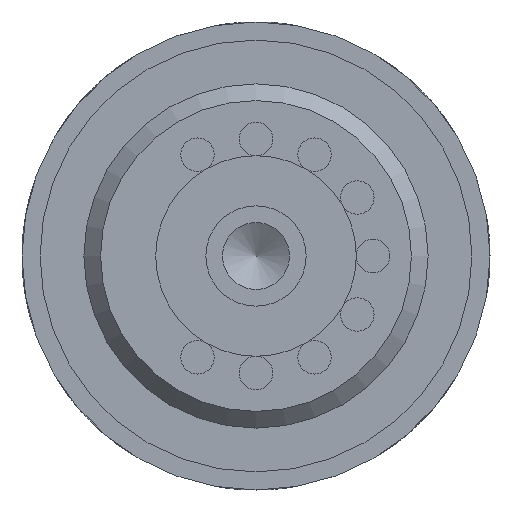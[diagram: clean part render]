
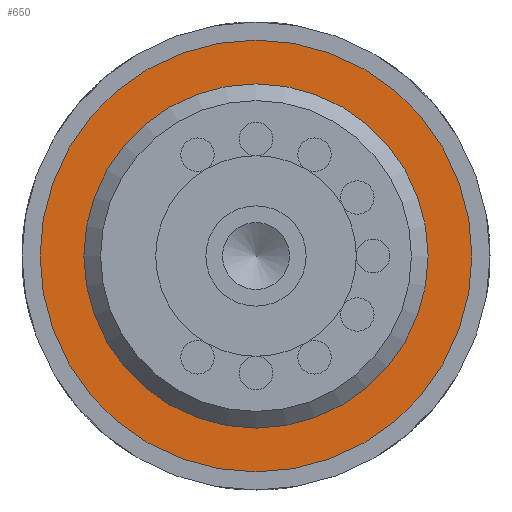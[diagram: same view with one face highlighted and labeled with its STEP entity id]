
A CAD part, left-side view. The second image highlights one B-rep face of the part: STEP entity #650.
In plain terms, the highlighted planar face has unit normal (-1, 0, 0).
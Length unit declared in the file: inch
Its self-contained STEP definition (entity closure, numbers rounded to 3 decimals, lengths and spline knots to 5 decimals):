
#48=PLANE($,#747);
#81=FACE_BOUND($,#242,.T.);
#165=FACE_OUTER_BOUND($,#241,.T.);
#241=EDGE_LOOP($,(#527));
#242=EDGE_LOOP($,(#528));
#327=CIRCLE($,#746,0.6435);
#328=CIRCLE($,#748,0.8075);
#386=VERTEX_POINT($,#1433);
#387=VERTEX_POINT($,#1436);
#445=EDGE_CURVE($,#386,#386,#327,.T.);
#446=EDGE_CURVE($,#387,#387,#328,.T.);
#527=ORIENTED_EDGE($,*,*,#446,.F.);
#528=ORIENTED_EDGE($,*,*,#445,.T.);
#650=ADVANCED_FACE($,(#165,#81),#48,.T.);
#746=AXIS2_PLACEMENT_3D($,#1434,#935,#936);
#747=AXIS2_PLACEMENT_3D($,#1435,#937,#938);
#748=AXIS2_PLACEMENT_3D($,#1437,#939,#940);
#935=DIRECTION('center_axis',(1.,0.,0.));
#936=DIRECTION('ref_axis',(0.,1.,0.));
#937=DIRECTION('center_axis',(-1.,0.,0.));
#938=DIRECTION('ref_axis',(0.,0.,1.));
#939=DIRECTION('center_axis',(1.,0.,0.));
#940=DIRECTION('ref_axis',(0.,1.,0.));
#1433=CARTESIAN_POINT('',(0.72,0.56323,0.));
#1434=CARTESIAN_POINT('Origin',(0.72,-0.08027,0.));
#1435=CARTESIAN_POINT('Origin',(0.72,0.64523,0.));
#1436=CARTESIAN_POINT('',(0.72,0.72723,0.));
#1437=CARTESIAN_POINT('Origin',(0.72,-0.08027,0.));
